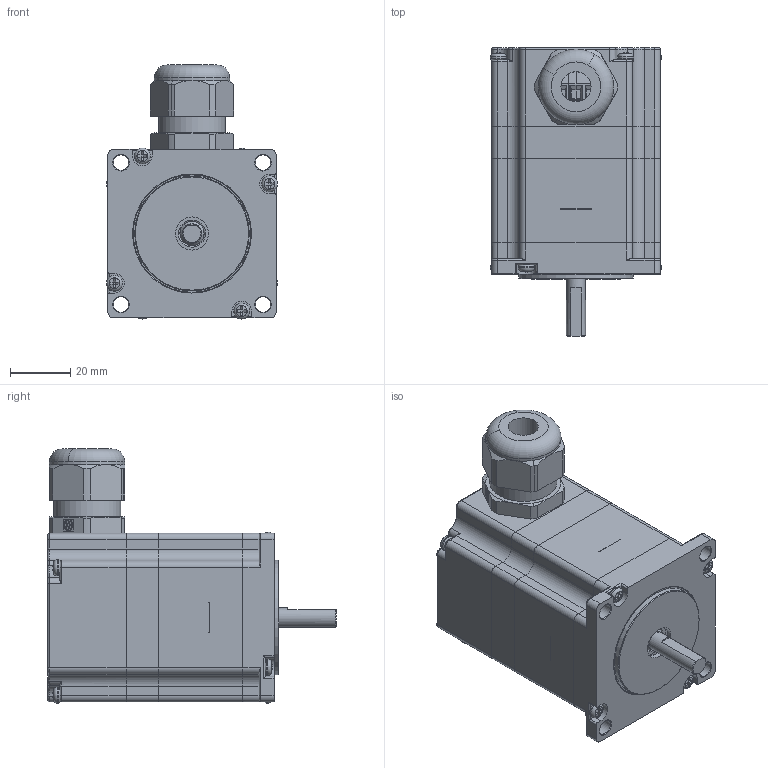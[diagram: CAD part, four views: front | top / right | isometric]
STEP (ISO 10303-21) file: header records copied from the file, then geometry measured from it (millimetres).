
FILE_DESCRIPTION(/* description */ ('Alibre Inc.'),/* implementation_level */ '2;1');
FILE_NAME(/* name */ 'export-0B5E3602-1765-4FE4-BE9E-79A6B4561F22',/* time_stamp */ '2021-01-18T09:30:08+01:00',/* author */ (''),/* organization */ (''),/* preprocessor_version */ 'ST-DEVELOPER v17',/* originating_system */ 'Alibre',/* authorisation */ '');
FILE_SCHEMA (('AUTOMOTIVE_DESIGN'));
Length unit declared in the file: millimetre
Products named in the file (24): CLL5_SX; CLL5_CNT; CLL5_DX; Assem1; 2003-3 Screw Terminal 3 pole RM5.00mm; 2003-1 Screw Terminal 2 pole RM 5.00mm; 2003-2 Screw Terminal 2 pole RM 5.00mm; 2003 Screw Terminal 3 pole RM5.00mm; ID_1
Bounding box: 56.8 x 95.7 x 84.4 mm (x, y, z)
Volume: 104760.6 mm3; surface area: 80631.9 mm2
Topology: 30 solids, 100 shells, 4609 faces, 12266 edges, 7955 vertices
Faces by surface type: plane 2504, bspline 1161, cylinder 754, torus 99, cone 79, sphere 12
Full cylindrical faces by diameter (mm): 0.239 x6, 2.5 x12, 2.6 x4, 3 x10, 3.3 x8, 3.4 x8, 3.75 x2, 4.9 x2, 5.1 x4, 5.3 x10, 6 x1, 6.35 x1, 8 x4, 10 x3, 10.8 x1, 11 x1, 11.297 x4, 15 x1, 17.7 x1, 18 x1, 18.295 x4, 18.38 x1, 18.5 x1, 20 x2, 21.3 x1, 22 x4, 22.3 x1, 25 x1, 35 x2, 36 x2
Entity records: 122911 total; most frequent: CARTESIAN_POINT 35883, ORIENTED_EDGE 20800, DIRECTION 11722, EDGE_CURVE 10400, VERTEX_POINT 6866, VECTOR 5930, LINE 5930, EDGE_LOOP 4228
